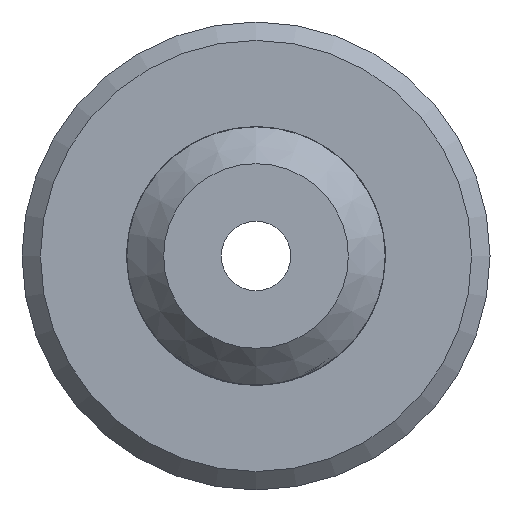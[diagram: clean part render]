
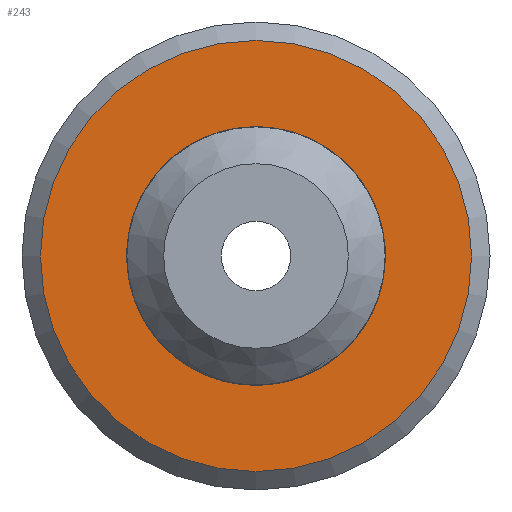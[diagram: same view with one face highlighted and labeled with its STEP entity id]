
A CAD part, left-side view. The second image highlights one B-rep face of the part: STEP entity #243.
In plain terms, the highlighted planar face has unit normal (-1, 0, 0).
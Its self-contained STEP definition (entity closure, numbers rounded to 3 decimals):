
#209=CARTESIAN_POINT('',(5.08,2.925,0.));
#210=VERTEX_POINT('',#209);
#211=CARTESIAN_POINT('',(5.08,0.,0.0));
#212=DIRECTION('',(1.0,0.0,0.0));
#213=DIRECTION('',(0.0,-1.0,0.0));
#214=AXIS2_PLACEMENT_3D('',#211,#212,#213);
#215=CIRCLE('',#214,2.925);
#216=EDGE_CURVE('',#210,#210,#215,.T.);
#224=CARTESIAN_POINT('',(5.08,2.464,0.0));
#225=DIRECTION('',(-1.0,0.0,0.0));
#226=DIRECTION('',(0.0,0.0,1.0));
#227=AXIS2_PLACEMENT_3D('',#224,#225,#226);
#228=PLANE('',#227);
#229=ORIENTED_EDGE('',*,*,#216,.F.);
#230=EDGE_LOOP('',(#229));
#231=FACE_OUTER_BOUND('',#230,.T.);
#232=CARTESIAN_POINT('',(5.08,1.753,0.0));
#233=VERTEX_POINT('',#232);
#234=CARTESIAN_POINT('',(5.08,0.,0.0));
#235=DIRECTION('',(1.0,0.0,0.0));
#236=DIRECTION('',(0.0,1.0,0.0));
#237=AXIS2_PLACEMENT_3D('',#234,#235,#236);
#238=CIRCLE('',#237,1.753);
#239=EDGE_CURVE('',#233,#233,#238,.T.);
#240=ORIENTED_EDGE('',*,*,#239,.T.);
#241=EDGE_LOOP('',(#240));
#242=FACE_BOUND('',#241,.T.);
#243=ADVANCED_FACE('',(#231,#242),#228,.T.);
